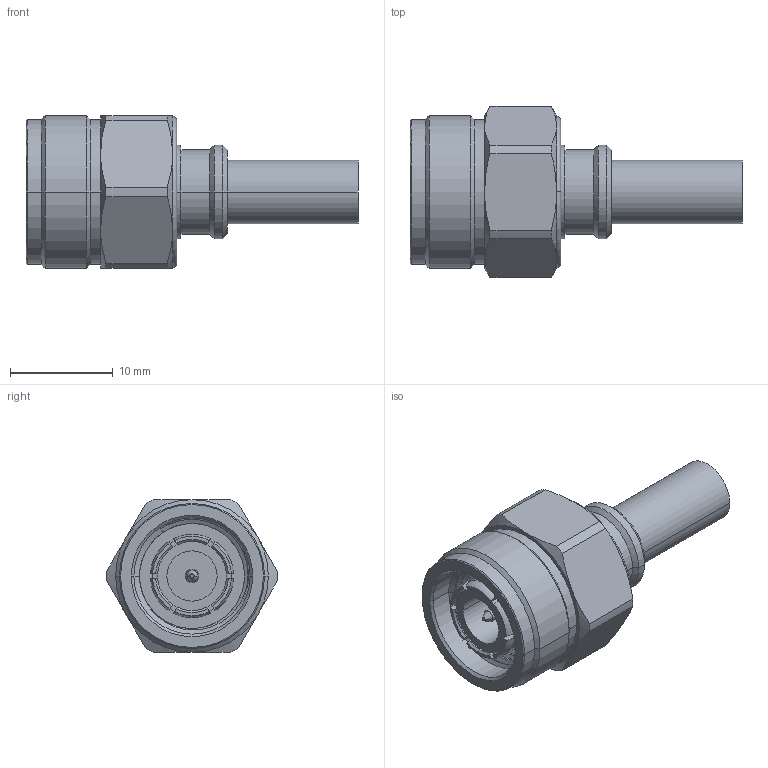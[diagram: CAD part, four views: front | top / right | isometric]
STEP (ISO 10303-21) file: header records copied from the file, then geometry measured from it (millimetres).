
FILE_DESCRIPTION((''),'2;1');
FILE_NAME('31-6821','2018-05-23T',('Krishnaprasath'),(''),'CREO PARAMETRIC BY PTC INC, 2017020','CREO PARAMETRIC BY PTC INC, 2017020','');
FILE_SCHEMA(('CONFIG_CONTROL_DESIGN'));
Length unit declared in the file: inch
Products named in the file (1): 31-6821
Bounding box: 32.3 x 16.65 x 14.85 mm (x, y, z)
Volume: 2533.1 mm3; surface area: 2502 mm2
Topology: 1 solids, 1 shells, 166 faces, 396 edges, 246 vertices
Faces by surface type: cylinder 62, plane 46, cone 44, torus 8, bspline 6
Entity records: 8166 total; most frequent: CARTESIAN_POINT 4320, DIRECTION 802, ORIENTED_EDGE 792, EDGE_CURVE 396, AXIS2_PLACEMENT_3D 328, VERTEX_POINT 246, EDGE_LOOP 180, CIRCLE 168
